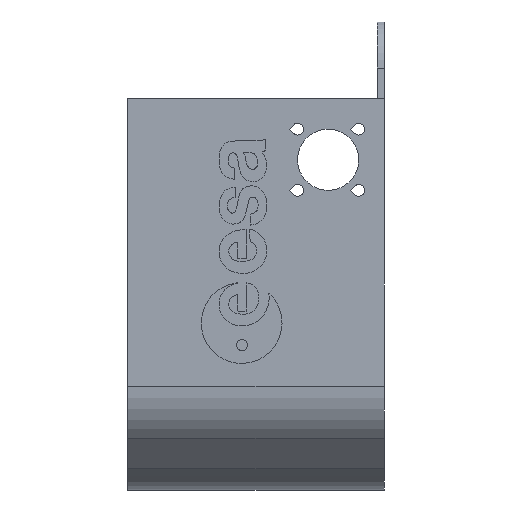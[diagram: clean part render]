
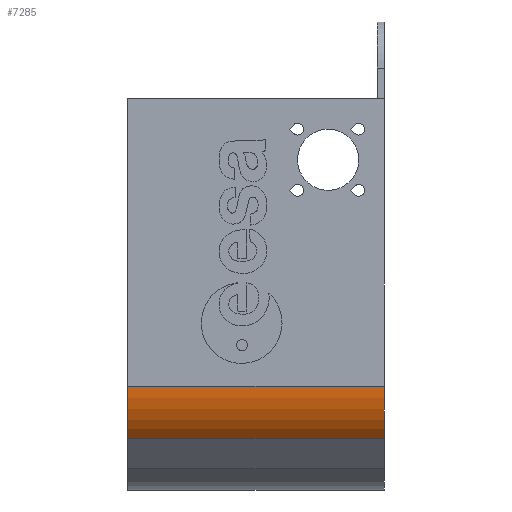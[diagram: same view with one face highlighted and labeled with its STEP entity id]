
A CAD part, left-side view. The second image highlights one B-rep face of the part: STEP entity #7285.
In plain terms, the highlighted cylindrical face has radius 30 mm (diameter 60 mm), a partial arc.
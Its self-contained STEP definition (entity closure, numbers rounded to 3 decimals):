
#250 = EDGE_LOOP ( 'NONE', ( #15122, #12592, #12924, #8995 ) ) ;
#284 = CARTESIAN_POINT ( 'NONE',  ( -60., 105., -37.574 ) ) ;
#697 = VERTEX_POINT ( 'NONE', #2921 ) ;
#724 = DIRECTION ( 'NONE',  ( 0., 0., -1. ) ) ;
#1859 = CARTESIAN_POINT ( 'NONE',  ( -51.213, 0., -58.787 ) ) ;
#2007 = LINE ( 'NONE', #5670, #14354 ) ;
#2077 = VERTEX_POINT ( 'NONE', #9552 ) ;
#2805 = FACE_OUTER_BOUND ( 'NONE', #250, .T. ) ;
#2921 = CARTESIAN_POINT ( 'NONE',  ( -51.213, 105., -58.787 ) ) ;
#3274 = DIRECTION ( 'NONE',  ( 0., -1., 0. ) ) ;
#4754 = EDGE_CURVE ( 'NONE', #13525, #2077, #9462, .T. ) ;
#5670 = CARTESIAN_POINT ( 'NONE',  ( -51.213, 105., -58.787 ) ) ;
#5932 = CIRCLE ( 'NONE', #6085, 30. ) ;
#6085 = AXIS2_PLACEMENT_3D ( 'NONE', #13864, #12575, #15196 ) ;
#6185 = AXIS2_PLACEMENT_3D ( 'NONE', #10092, #7594, #6370 ) ;
#6232 = DIRECTION ( 'NONE',  ( 0., -1., 0. ) ) ;
#6370 = DIRECTION ( 'NONE',  ( 0., 0., 1. ) ) ;
#7285 = ADVANCED_FACE ( 'NONE', ( #2805 ), #13398, .T. ) ;
#7375 = EDGE_CURVE ( 'NONE', #8355, #697, #2007, .T. ) ;
#7594 = DIRECTION ( 'NONE',  ( 0., -1., 0. ) ) ;
#7622 = CARTESIAN_POINT ( 'NONE',  ( -60., 105., -37.574 ) ) ;
#8355 = VERTEX_POINT ( 'NONE', #1859 ) ;
#8995 = ORIENTED_EDGE ( 'NONE', *, *, #4754, .F. ) ;
#9121 = EDGE_CURVE ( 'NONE', #697, #13525, #5932, .T. ) ;
#9462 = LINE ( 'NONE', #7622, #10461 ) ;
#9552 = CARTESIAN_POINT ( 'NONE',  ( -60., 0., -37.574 ) ) ;
#9593 = EDGE_CURVE ( 'NONE', #2077, #8355, #12082, .T. ) ;
#10092 = CARTESIAN_POINT ( 'NONE',  ( -30., 0., -37.574 ) ) ;
#10461 = VECTOR ( 'NONE', #6232, 1000. ) ;
#11062 = DIRECTION ( 'NONE',  ( 0., 1., 0. ) ) ;
#11605 = AXIS2_PLACEMENT_3D ( 'NONE', #13435, #3274, #724 ) ;
#12082 = CIRCLE ( 'NONE', #6185, 30. ) ;
#12575 = DIRECTION ( 'NONE',  ( 0., 1., 0. ) ) ;
#12592 = ORIENTED_EDGE ( 'NONE', *, *, #7375, .F. ) ;
#12924 = ORIENTED_EDGE ( 'NONE', *, *, #9593, .F. ) ;
#13398 = CYLINDRICAL_SURFACE ( 'NONE', #11605, 30. ) ;
#13435 = CARTESIAN_POINT ( 'NONE',  ( -30., 105., -37.574 ) ) ;
#13525 = VERTEX_POINT ( 'NONE', #284 ) ;
#13864 = CARTESIAN_POINT ( 'NONE',  ( -30., 105., -37.574 ) ) ;
#14354 = VECTOR ( 'NONE', #11062, 1000. ) ;
#15122 = ORIENTED_EDGE ( 'NONE', *, *, #9121, .F. ) ;
#15196 = DIRECTION ( 'NONE',  ( 0., 0., 1. ) ) ;
